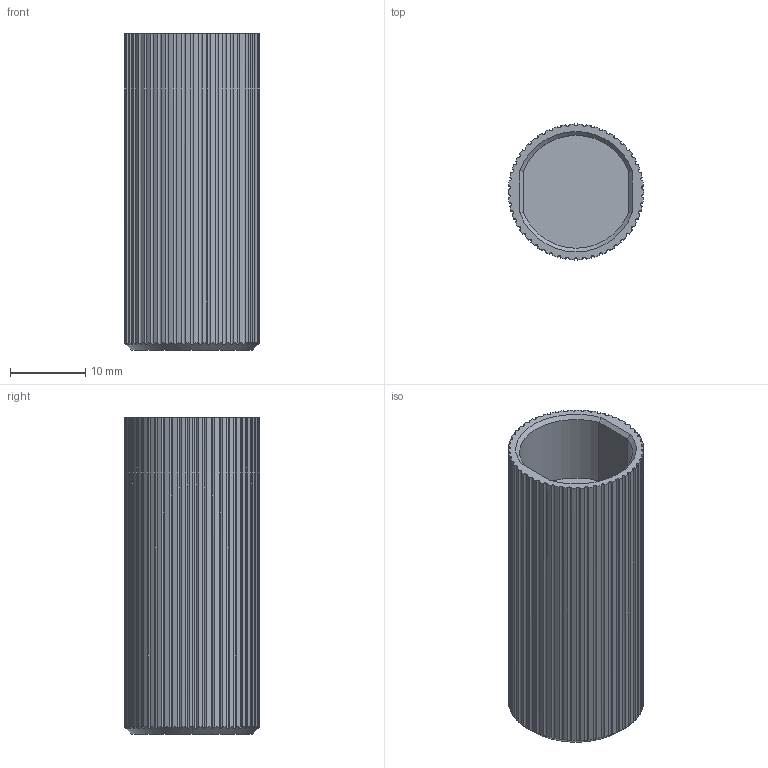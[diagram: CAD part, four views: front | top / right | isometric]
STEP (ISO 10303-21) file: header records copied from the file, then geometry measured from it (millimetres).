
FILE_DESCRIPTION (( 'STEP AP214' ), '1' );
FILE_NAME ('ﾂﾝﾄｸﾌﾗﾍｲｰ簗ﾖ(ﾍ篁ｺ).STEP', '2024-10-28T11:26:03', ( '' ), ( '' ), 'SwSTEP 2.0', 'SolidWorks 2024', '' );
FILE_SCHEMA (( 'AUTOMOTIVE_DESIGN' ));
Length unit declared in the file: millimetre
Products named in the file (1): 螺母套筒扳手(外购)
Bounding box: 18 x 17.99 x 42 mm (x, y, z)
Volume: 8722.9 mm3; surface area: 3870.1 mm2
Topology: 1 solids, 1 shells, 138 faces, 400 edges, 265 vertices
Faces by surface type: cylinder 127, plane 7, cone 4
Entity records: 5174 total; most frequent: CARTESIAN_POINT 1482, ORIENTED_EDGE 800, DIRECTION 785, EDGE_CURVE 400, AXIS2_PLACEMENT_3D 324, VERTEX_POINT 265, CIRCLE 185, EDGE_LOOP 139
